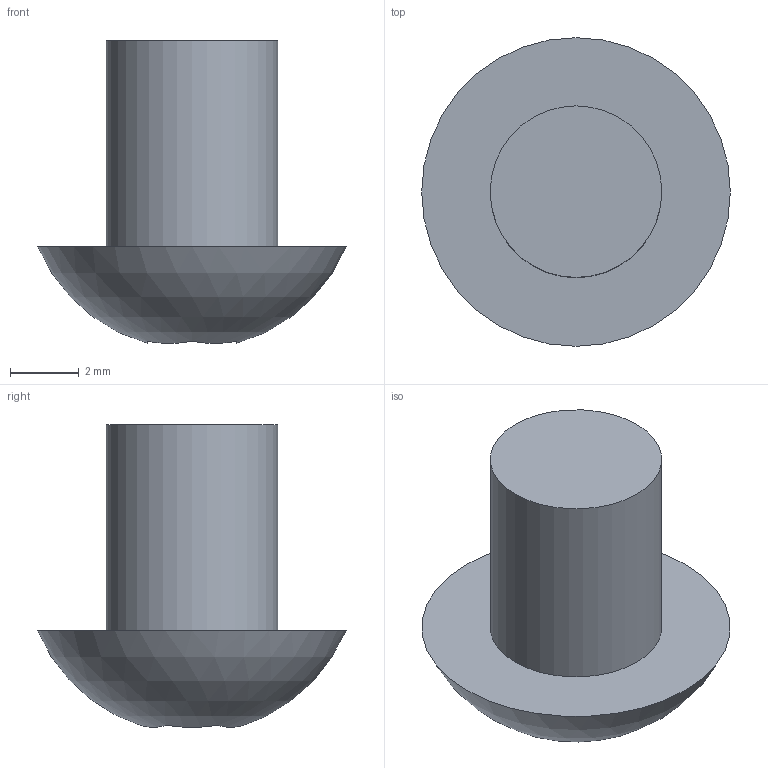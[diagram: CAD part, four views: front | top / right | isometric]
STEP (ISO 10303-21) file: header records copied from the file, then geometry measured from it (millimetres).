
FILE_DESCRIPTION(('FreeCAD Model'),'2;1');
FILE_NAME('Open CASCADE Shape Model','2021-05-01T20:27:17',('Author'),( ''),'Open CASCADE STEP processor 7.4','FreeCAD','Unknown');
FILE_SCHEMA(('AUTOMOTIVE_DESIGN { 1 0 10303 214 1 1 1 1 }'));
Length unit declared in the file: millimetre
Products named in the file (1): F51_M5
Bounding box: 9 x 9 x 8.82 mm (x, y, z)
Volume: 216.3 mm3; surface area: 265.9 mm2
Topology: 1 solids, 1 shells, 11 faces, 23 edges, 15 vertices
Faces by surface type: plane 9, sphere 1, cylinder 1
Full cylindrical faces by diameter (mm): 5 x1
Entity records: 701 total; most frequent: CARTESIAN_POINT 192, DIRECTION 96, ORIENTED_EDGE 46, PCURVE 46, DEFINITIONAL_REPRESENTATION 46, LINE 44, VECTOR 44, EDGE_CURVE 23
